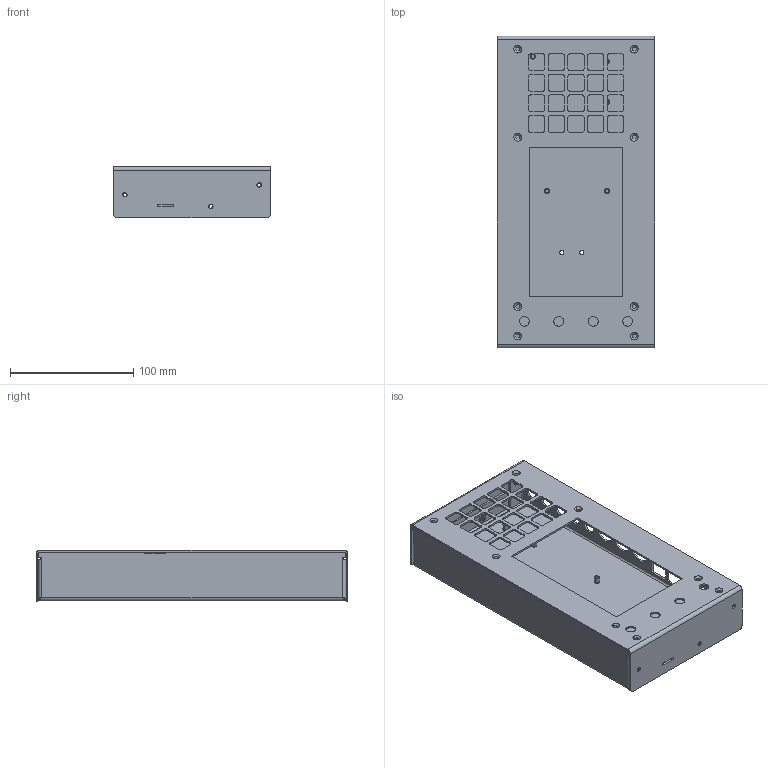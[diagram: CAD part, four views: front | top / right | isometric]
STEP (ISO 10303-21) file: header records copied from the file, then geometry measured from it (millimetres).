
FILE_DESCRIPTION((''),'2;1');
FILE_NAME('Z2_LITTLE_IDEAS_ASM','2023-03-13T',('ramon'),(''),'PRO/ENGINEER BY PARAMETRIC TECHNOLOGY CORPORATION, 2013230','PRO/ENGINEER BY PARAMETRIC TECHNOLOGY CORPORATION, 2013230','');
FILE_SCHEMA(('CONFIG_CONTROL_DESIGN'));
Length unit declared in the file: millimetre
Products named in the file (5): Z2_LITTLECASE_BEND_BASE; Z2_LITTLECASE_BEND_COVER; BOLLHOFF_562_33_330_201; FIXI_15CFBSOSM3_06; Z2_LITTLE_IDEAS_ASM
Assembly tree (15 placements, depth 2):
  Z2_LITTLE_IDEAS_ASM
    Z2_LITTLECASE_BEND_BASE
    Z2_LITTLECASE_BEND_COVER
    BOLLHOFF_562_33_330_201  x6
    FIXI_15CFBSOSM3_06  x7
Bounding box: 128 x 253.2 x 41.5 mm (x, y, z)
Volume: 123313.8 mm3; surface area: 172318.7 mm2
Topology: 15 solids, 15 shells, 624 faces, 1638 edges, 1064 vertices
Faces by surface type: cylinder 314, plane 274, cone 20, bspline 16
Entity records: 17056 total; most frequent: CARTESIAN_POINT 3584, DIRECTION 2858, ORIENTED_EDGE 2736, EDGE_CURVE 1368, AXIS2_PLACEMENT_3D 1023, VERTEX_POINT 884, VECTOR 812, LINE 812
